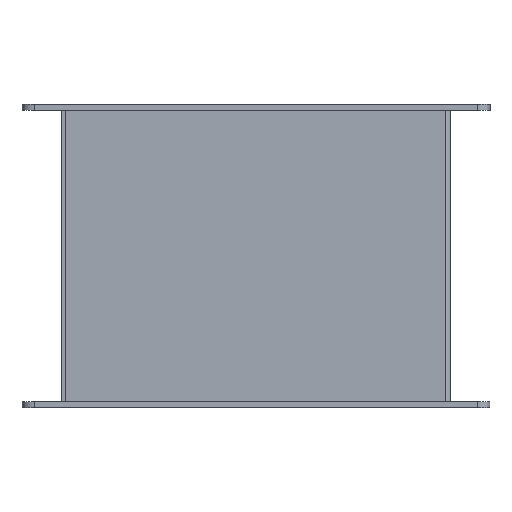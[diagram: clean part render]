
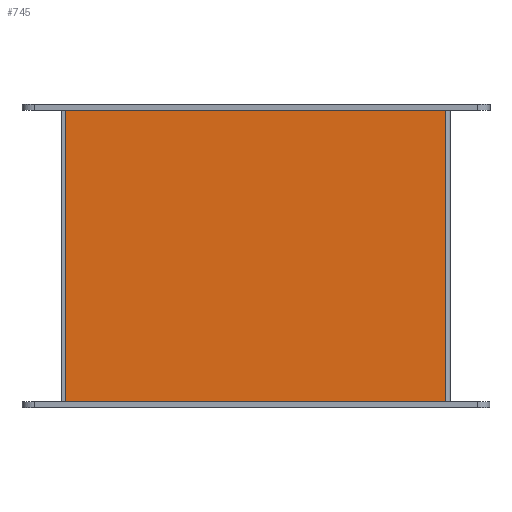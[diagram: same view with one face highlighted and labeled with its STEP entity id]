
A CAD part, front view. The second image highlights one B-rep face of the part: STEP entity #745.
In plain terms, the highlighted face is planar.
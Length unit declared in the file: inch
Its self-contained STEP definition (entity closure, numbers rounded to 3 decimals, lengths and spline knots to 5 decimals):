
#67=PLANE('',#792);
#91=FACE_OUTER_BOUND('',#131,.T.);
#131=EDGE_LOOP('',(#531,#532,#533,#534));
#224=LINE('',#1090,#280);
#239=LINE('',#1126,#295);
#242=LINE('',#1132,#298);
#243=LINE('',#1133,#299);
#280=VECTOR('',#867,6.);
#295=VECTOR('',#906,7.82075);
#298=VECTOR('',#911,7.82075);
#299=VECTOR('',#912,6.);
#337=VERTEX_POINT('',#1087);
#338=VERTEX_POINT('',#1089);
#347=VERTEX_POINT('',#1125);
#349=VERTEX_POINT('',#1131);
#401=EDGE_CURVE('',#338,#337,#224,.T.);
#419=EDGE_CURVE('',#338,#347,#239,.T.);
#422=EDGE_CURVE('',#349,#337,#242,.T.);
#423=EDGE_CURVE('',#347,#349,#243,.T.);
#531=ORIENTED_EDGE('',*,*,#401,.T.);
#532=ORIENTED_EDGE('',*,*,#422,.F.);
#533=ORIENTED_EDGE('',*,*,#423,.F.);
#534=ORIENTED_EDGE('',*,*,#419,.F.);
#745=ADVANCED_FACE('',(#91),#67,.F.);
#792=AXIS2_PLACEMENT_3D('',#1130,#909,#910);
#867=DIRECTION('',(0.,-1.,0.));
#906=DIRECTION('',(-1.,0.,0.));
#909=DIRECTION('center_axis',(0.,0.,1.));
#910=DIRECTION('ref_axis',(1.,0.,0.));
#911=DIRECTION('',(1.,0.,0.));
#912=DIRECTION('',(0.,-1.,0.));
#1087=CARTESIAN_POINT('',(3.85775,-3.,0.));
#1089=CARTESIAN_POINT('',(3.85775,3.,0.));
#1090=CARTESIAN_POINT('',(3.85775,1.5,0.));
#1125=CARTESIAN_POINT('',(-3.963,3.,0.));
#1126=CARTESIAN_POINT('',(3.963,3.,0.));
#1130=CARTESIAN_POINT('Origin',(0.,0.,
0.));
#1131=CARTESIAN_POINT('',(-3.963,-3.,0.));
#1132=CARTESIAN_POINT('',(-3.963,-3.,0.));
#1133=CARTESIAN_POINT('',(-3.963,3.,0.));
